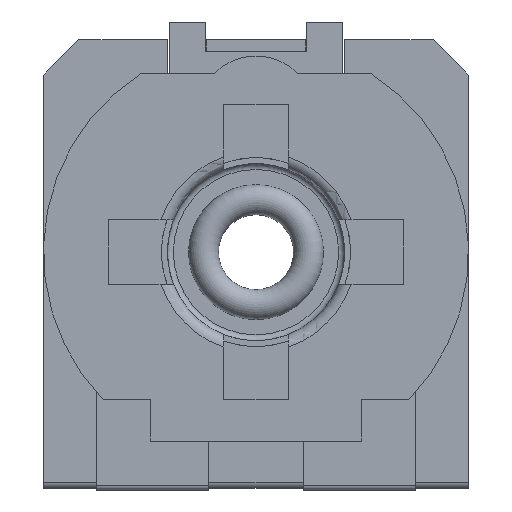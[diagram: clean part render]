
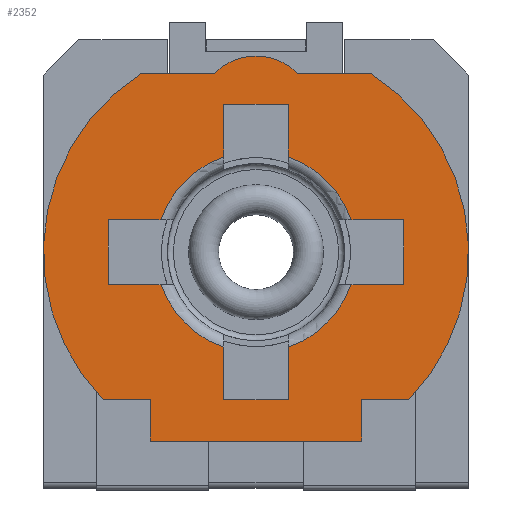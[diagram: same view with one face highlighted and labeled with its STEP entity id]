
A CAD part, top view. The second image highlights one B-rep face of the part: STEP entity #2352.
In plain terms, the highlighted face is planar.
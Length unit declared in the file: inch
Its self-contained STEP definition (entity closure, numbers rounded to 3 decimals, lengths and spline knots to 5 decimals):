
#55=FACE_BOUND('',#244,.T.);
#123=FACE_OUTER_BOUND('',#243,.T.);
#243=EDGE_LOOP('',(#1821,#1822,#1823,#1824,#1825,#1826,#1827,#1828,#1829,
#1830));
#244=EDGE_LOOP('',(#1831,#1832,#1833,#1834,#1835,#1836,#1837,#1838,#1839,
#1840,#1841,#1842,#1843,#1844,#1845,#1846));
#360=CIRCLE('',#2533,0.01969);
#361=CIRCLE('',#2534,0.07087);
#362=CIRCLE('',#2535,0.07087);
#363=CIRCLE('',#2536,0.03346);
#364=CIRCLE('',#2537,0.03346);
#365=CIRCLE('',#2538,0.03346);
#366=CIRCLE('',#2539,0.03346);
#526=LINE('',#3670,#783);
#548=LINE('',#3739,#805);
#549=LINE('',#3743,#806);
#550=LINE('',#3747,#807);
#551=LINE('',#3751,#808);
#552=LINE('',#3753,#809);
#553=LINE('',#3755,#810);
#554=LINE('',#3757,#811);
#555=LINE('',#3759,#812);
#556=LINE('',#3762,#813);
#557=LINE('',#3766,#814);
#558=LINE('',#3768,#815);
#559=LINE('',#3770,#816);
#560=LINE('',#3774,#817);
#561=LINE('',#3776,#818);
#562=LINE('',#3778,#819);
#563=LINE('',#3782,#820);
#564=LINE('',#3784,#821);
#565=LINE('',#3786,#822);
#783=VECTOR('',#2953,0.01755);
#805=VECTOR('',#2995,0.02165);
#806=VECTOR('',#2998,0.02441);
#807=VECTOR('',#3001,0.02441);
#808=VECTOR('',#3004,0.01575);
#809=VECTOR('',#3005,0.01378);
#810=VECTOR('',#3006,0.07049);
#811=VECTOR('',#3007,0.01378);
#812=VECTOR('',#3008,0.01575);
#813=VECTOR('',#3011,0.01755);
#814=VECTOR('',#3014,0.01755);
#815=VECTOR('',#3015,0.02165);
#816=VECTOR('',#3016,0.01755);
#817=VECTOR('',#3019,0.01755);
#818=VECTOR('',#3020,0.02165);
#819=VECTOR('',#3021,0.01755);
#820=VECTOR('',#3024,0.01755);
#821=VECTOR('',#3025,0.02165);
#822=VECTOR('',#3026,0.01755);
#1035=VERTEX_POINT('',#3667);
#1036=VERTEX_POINT('',#3669);
#1063=VERTEX_POINT('',#3737);
#1064=VERTEX_POINT('',#3741);
#1065=VERTEX_POINT('',#3742);
#1066=VERTEX_POINT('',#3744);
#1067=VERTEX_POINT('',#3746);
#1068=VERTEX_POINT('',#3748);
#1069=VERTEX_POINT('',#3750);
#1070=VERTEX_POINT('',#3752);
#1071=VERTEX_POINT('',#3754);
#1072=VERTEX_POINT('',#3756);
#1073=VERTEX_POINT('',#3758);
#1074=VERTEX_POINT('',#3761);
#1075=VERTEX_POINT('',#3763);
#1076=VERTEX_POINT('',#3765);
#1077=VERTEX_POINT('',#3767);
#1078=VERTEX_POINT('',#3769);
#1079=VERTEX_POINT('',#3771);
#1080=VERTEX_POINT('',#3773);
#1081=VERTEX_POINT('',#3775);
#1082=VERTEX_POINT('',#3777);
#1083=VERTEX_POINT('',#3779);
#1084=VERTEX_POINT('',#3781);
#1085=VERTEX_POINT('',#3783);
#1086=VERTEX_POINT('',#3785);
#1315=EDGE_CURVE('',#1035,#1036,#526,.T.);
#1346=EDGE_CURVE('',#1063,#1035,#548,.T.);
#1347=EDGE_CURVE('',#1064,#1065,#549,.T.);
#1348=EDGE_CURVE('',#1064,#1066,#360,.T.);
#1349=EDGE_CURVE('',#1067,#1066,#550,.T.);
#1350=EDGE_CURVE('',#1067,#1068,#361,.T.);
#1351=EDGE_CURVE('',#1069,#1068,#551,.T.);
#1352=EDGE_CURVE('',#1069,#1070,#552,.T.);
#1353=EDGE_CURVE('',#1071,#1070,#553,.T.);
#1354=EDGE_CURVE('',#1071,#1072,#554,.T.);
#1355=EDGE_CURVE('',#1073,#1072,#555,.T.);
#1356=EDGE_CURVE('',#1073,#1065,#362,.T.);
#1357=EDGE_CURVE('',#1074,#1063,#556,.T.);
#1358=EDGE_CURVE('',#1074,#1075,#363,.T.);
#1359=EDGE_CURVE('',#1076,#1075,#557,.T.);
#1360=EDGE_CURVE('',#1077,#1076,#558,.T.);
#1361=EDGE_CURVE('',#1078,#1077,#559,.T.);
#1362=EDGE_CURVE('',#1079,#1078,#364,.T.);
#1363=EDGE_CURVE('',#1080,#1079,#560,.T.);
#1364=EDGE_CURVE('',#1081,#1080,#561,.T.);
#1365=EDGE_CURVE('',#1082,#1081,#562,.T.);
#1366=EDGE_CURVE('',#1083,#1082,#365,.T.);
#1367=EDGE_CURVE('',#1084,#1083,#563,.T.);
#1368=EDGE_CURVE('',#1085,#1084,#564,.T.);
#1369=EDGE_CURVE('',#1085,#1086,#565,.T.);
#1370=EDGE_CURVE('',#1086,#1036,#366,.T.);
#1821=ORIENTED_EDGE('',*,*,#1347,.F.);
#1822=ORIENTED_EDGE('',*,*,#1348,.T.);
#1823=ORIENTED_EDGE('',*,*,#1349,.F.);
#1824=ORIENTED_EDGE('',*,*,#1350,.T.);
#1825=ORIENTED_EDGE('',*,*,#1351,.F.);
#1826=ORIENTED_EDGE('',*,*,#1352,.T.);
#1827=ORIENTED_EDGE('',*,*,#1353,.F.);
#1828=ORIENTED_EDGE('',*,*,#1354,.T.);
#1829=ORIENTED_EDGE('',*,*,#1355,.F.);
#1830=ORIENTED_EDGE('',*,*,#1356,.T.);
#1831=ORIENTED_EDGE('',*,*,#1315,.F.);
#1832=ORIENTED_EDGE('',*,*,#1346,.F.);
#1833=ORIENTED_EDGE('',*,*,#1357,.F.);
#1834=ORIENTED_EDGE('',*,*,#1358,.T.);
#1835=ORIENTED_EDGE('',*,*,#1359,.F.);
#1836=ORIENTED_EDGE('',*,*,#1360,.F.);
#1837=ORIENTED_EDGE('',*,*,#1361,.F.);
#1838=ORIENTED_EDGE('',*,*,#1362,.F.);
#1839=ORIENTED_EDGE('',*,*,#1363,.F.);
#1840=ORIENTED_EDGE('',*,*,#1364,.F.);
#1841=ORIENTED_EDGE('',*,*,#1365,.F.);
#1842=ORIENTED_EDGE('',*,*,#1366,.F.);
#1843=ORIENTED_EDGE('',*,*,#1367,.F.);
#1844=ORIENTED_EDGE('',*,*,#1368,.F.);
#1845=ORIENTED_EDGE('',*,*,#1369,.T.);
#1846=ORIENTED_EDGE('',*,*,#1370,.T.);
#2245=PLANE('',#2532);
#2352=ADVANCED_FACE('',(#123,#55),#2245,.T.);
#2532=AXIS2_PLACEMENT_3D('',#3740,#2996,#2997);
#2533=AXIS2_PLACEMENT_3D('',#3745,#2999,#3000);
#2534=AXIS2_PLACEMENT_3D('',#3749,#3002,#3003);
#2535=AXIS2_PLACEMENT_3D('',#3760,#3009,#3010);
#2536=AXIS2_PLACEMENT_3D('',#3764,#3012,#3013);
#2537=AXIS2_PLACEMENT_3D('',#3772,#3017,#3018);
#2538=AXIS2_PLACEMENT_3D('',#3780,#3022,#3023);
#2539=AXIS2_PLACEMENT_3D('',#3787,#3027,#3028);
#2953=DIRECTION('',(1.,0.,0.));
#2995=DIRECTION('',(0.,0.,1.));
#2996=DIRECTION('center_axis',(0.,1.,0.));
#2997=DIRECTION('ref_axis',(0.,0.,1.));
#2998=DIRECTION('',(1.,0.,0.));
#2999=DIRECTION('center_axis',(0.,1.,0.));
#3000=DIRECTION('ref_axis',(0.705,0.,-0.71));
#3001=DIRECTION('',(1.,0.,0.));
#3002=DIRECTION('center_axis',(0.,1.,0.));
#3003=DIRECTION('ref_axis',(-0.54,0.,-0.842));
#3004=DIRECTION('',(-1.,0.,0.));
#3005=DIRECTION('',(0.,0.,1.));
#3006=DIRECTION('',(-1.,0.,0.));
#3007=DIRECTION('',(0.,0.,-1.));
#3008=DIRECTION('',(-1.,0.,0.));
#3009=DIRECTION('center_axis',(0.,1.,0.));
#3010=DIRECTION('ref_axis',(0.72,0.,0.694));
#3011=DIRECTION('',(-1.,0.,0.));
#3012=DIRECTION('center_axis',(0.,-1.,0.));
#3013=DIRECTION('ref_axis',(-0.946,0.,-0.324));
#3014=DIRECTION('',(0.,0.,1.));
#3015=DIRECTION('',(-1.,0.,0.));
#3016=DIRECTION('',(0.,0.,-1.));
#3017=DIRECTION('center_axis',(0.,1.,0.));
#3018=DIRECTION('ref_axis',(0.946,0.,-0.324));
#3019=DIRECTION('',(-1.,0.,0.));
#3020=DIRECTION('',(0.,0.,-1.));
#3021=DIRECTION('',(1.,0.,0.));
#3022=DIRECTION('center_axis',(0.,1.,0.));
#3023=DIRECTION('ref_axis',(0.324,0.,0.946));
#3024=DIRECTION('',(0.,0.,-1.));
#3025=DIRECTION('',(1.,0.,0.));
#3026=DIRECTION('',(0.,0.,-1.));
#3027=DIRECTION('center_axis',(0.,-1.,0.));
#3028=DIRECTION('ref_axis',(-0.324,0.,0.946));
#3667=CARTESIAN_POINT('',(-0.04921,0.04469,0.00689));
#3669=CARTESIAN_POINT('',(-0.03166,0.04469,0.00689));
#3670=CARTESIAN_POINT('',(-0.04921,0.04469,0.00689));
#3737=CARTESIAN_POINT('',(-0.04921,0.04469,-0.01476));
#3739=CARTESIAN_POINT('',(-0.04921,0.04469,-0.01476));
#3740=CARTESIAN_POINT('Origin',(0.,0.04469,
0.06162));
#3741=CARTESIAN_POINT('',(0.01387,0.04469,-0.06358));
#3742=CARTESIAN_POINT('',(0.03828,0.04469,-0.06358));
#3743=CARTESIAN_POINT('',(0.01387,0.04469,-0.06358));
#3744=CARTESIAN_POINT('',(-0.01387,0.04469,-0.06358));
#3745=CARTESIAN_POINT('Origin',(0.,0.04469,-0.04961));
#3746=CARTESIAN_POINT('',(-0.03828,0.04469,-0.06358));
#3747=CARTESIAN_POINT('',(-0.03828,0.04469,-0.06358));
#3748=CARTESIAN_POINT('',(-0.05099,0.04469,0.04528));
#3749=CARTESIAN_POINT('Origin',(0.,0.04469,-0.00394));
#3750=CARTESIAN_POINT('',(-0.03524,0.04469,0.04528));
#3751=CARTESIAN_POINT('',(-0.03524,0.04469,0.04528));
#3752=CARTESIAN_POINT('',(-0.03524,0.04469,0.05906));
#3753=CARTESIAN_POINT('',(-0.03524,0.04469,0.04528));
#3754=CARTESIAN_POINT('',(0.03524,0.04469,0.05906));
#3755=CARTESIAN_POINT('',(0.03524,0.04469,0.05906));
#3756=CARTESIAN_POINT('',(0.03524,0.04469,0.04528));
#3757=CARTESIAN_POINT('',(0.03524,0.04469,0.05906));
#3758=CARTESIAN_POINT('',(0.05099,0.04469,0.04528));
#3759=CARTESIAN_POINT('',(0.05099,0.04469,0.04528));
#3760=CARTESIAN_POINT('Origin',(0.,0.04469,-0.00394));
#3761=CARTESIAN_POINT('',(-0.03166,0.04469,-0.01476));
#3762=CARTESIAN_POINT('',(-0.03166,0.04469,-0.01476));
#3763=CARTESIAN_POINT('',(-0.01083,0.04469,-0.0356));
#3764=CARTESIAN_POINT('Origin',(0.,0.04469,-0.00394));
#3765=CARTESIAN_POINT('',(-0.01083,0.04469,-0.05315));
#3766=CARTESIAN_POINT('',(-0.01083,0.04469,-0.05315));
#3767=CARTESIAN_POINT('',(0.01083,0.04469,-0.05315));
#3768=CARTESIAN_POINT('',(0.01083,0.04469,-0.05315));
#3769=CARTESIAN_POINT('',(0.01083,0.04469,-0.0356));
#3770=CARTESIAN_POINT('',(0.01083,0.04469,-0.0356));
#3771=CARTESIAN_POINT('',(0.03166,0.04469,-0.01476));
#3772=CARTESIAN_POINT('Origin',(0.,0.04469,-0.00394));
#3773=CARTESIAN_POINT('',(0.04921,0.04469,-0.01476));
#3774=CARTESIAN_POINT('',(0.04921,0.04469,-0.01476));
#3775=CARTESIAN_POINT('',(0.04921,0.04469,0.00689));
#3776=CARTESIAN_POINT('',(0.04921,0.04469,0.00689));
#3777=CARTESIAN_POINT('',(0.03166,0.04469,0.00689));
#3778=CARTESIAN_POINT('',(0.03166,0.04469,0.00689));
#3779=CARTESIAN_POINT('',(0.01083,0.04469,0.02773));
#3780=CARTESIAN_POINT('Origin',(0.,0.04469,-0.00394));
#3781=CARTESIAN_POINT('',(0.01083,0.04469,0.04528));
#3782=CARTESIAN_POINT('',(0.01083,0.04469,0.04528));
#3783=CARTESIAN_POINT('',(-0.01083,0.04469,0.04528));
#3784=CARTESIAN_POINT('',(-0.01083,0.04469,0.04528));
#3785=CARTESIAN_POINT('',(-0.01083,0.04469,0.02773));
#3786=CARTESIAN_POINT('',(-0.01083,0.04469,0.04528));
#3787=CARTESIAN_POINT('Origin',(0.,0.04469,-0.00394));
